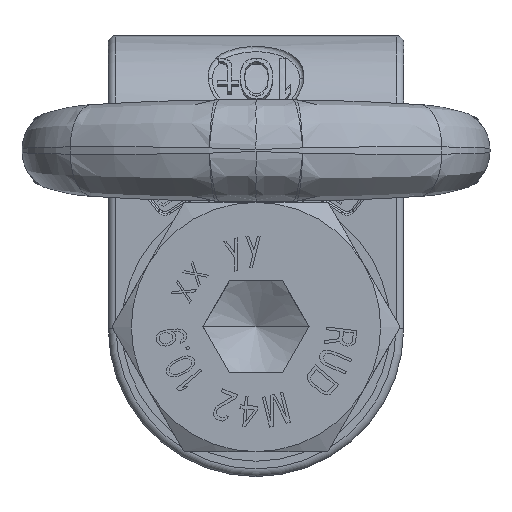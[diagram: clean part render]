
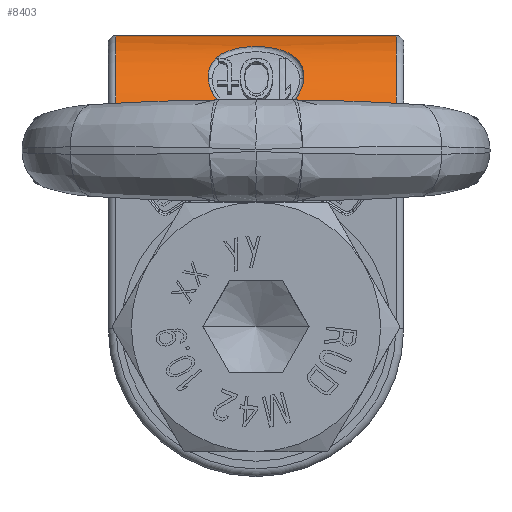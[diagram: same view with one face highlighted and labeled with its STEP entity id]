
A CAD part, front view. The second image highlights one B-rep face of the part: STEP entity #8403.
In plain terms, the highlighted cylindrical face has radius 30 mm (diameter 60 mm), a partial arc.
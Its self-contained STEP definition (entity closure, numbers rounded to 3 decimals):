
#34=CARTESIAN_POINT('',(-36.5,0.,0.));
#35=DIRECTION('',(-1.,0.,0.));
#36=DIRECTION('',(0.,-1.,0.));
#37=AXIS2_PLACEMENT_3D('',#34,#35,#36);
#87=DIRECTION('',(1.,0.,0.));
#88=VECTOR('',#87,73.);
#89=CARTESIAN_POINT('',(-36.5,-30.,0.));
#90=LINE('',#89,#88);
#212=CARTESIAN_POINT('',(36.5,0.,0.));
#213=DIRECTION('',(1.,0.,0.));
#214=DIRECTION('',(0.,1.,0.));
#215=AXIS2_PLACEMENT_3D('',#212,#213,#214);
#222=DIRECTION('',(1.,0.,0.));
#223=VECTOR('',#222,73.);
#224=CARTESIAN_POINT('',(-36.5,30.,0.));
#225=LINE('',#224,#223);
#569=CARTESIAN_POINT('',(-10.221,-17.686,24.233));
#570=CARTESIAN_POINT('',(-9.769,-17.15,24.623));
#571=CARTESIAN_POINT('',(-8.765,-16.139,25.308));
#572=CARTESIAN_POINT('',(-6.926,-14.793,26.111));
#573=CARTESIAN_POINT('',(-4.894,-13.765,26.661));
#574=CARTESIAN_POINT('',(-2.768,-13.1,26.99));
#575=CARTESIAN_POINT('',(-0.611,-12.81,
27.128));
#576=CARTESIAN_POINT('',(1.549,-12.89,27.09));
#577=CARTESIAN_POINT('',(3.696,-13.342,26.873));
#578=CARTESIAN_POINT('',(5.791,-14.167,26.452));
#579=CARTESIAN_POINT('',(7.751,-15.341,25.796));
#580=CARTESIAN_POINT('',(9.464,-16.783,24.889));
#581=CARTESIAN_POINT('',(10.828,-18.369,23.748));
#582=CARTESIAN_POINT('',(11.799,-19.98,22.413));
#583=CARTESIAN_POINT('',(12.374,-21.541,20.918));
#584=CARTESIAN_POINT('',(12.5,-22.512,19.842));
#585=CARTESIAN_POINT('',(12.5,-22.981,19.284));
#587=CARTESIAN_POINT('',(-12.5,-22.981,19.284));
#588=CARTESIAN_POINT('',(-12.5,-22.58,19.762));
#589=CARTESIAN_POINT('',(-12.407,-21.75,20.69));
#590=CARTESIAN_POINT('',(-11.985,-20.428,21.996));
#591=CARTESIAN_POINT('',(-11.271,-19.054,23.195));
#592=CARTESIAN_POINT('',(-10.606,-18.14,23.901));
#593=CARTESIAN_POINT('',(-10.221,-17.686,24.233));
#595=CARTESIAN_POINT('',(12.5,-22.981,19.284));
#596=CARTESIAN_POINT('',(12.5,-23.463,18.71));
#597=CARTESIAN_POINT('',(12.367,-24.375,17.536));
#598=CARTESIAN_POINT('',(11.762,-25.601,15.69));
#599=CARTESIAN_POINT('',(10.74,-26.652,13.825));
#600=CARTESIAN_POINT('',(9.304,-27.503,12.03));
#601=CARTESIAN_POINT('',(7.51,-28.138,10.441));
#602=CARTESIAN_POINT('',(5.471,-28.564,9.191));
#603=CARTESIAN_POINT('',(3.31,-28.816,8.352));
#604=CARTESIAN_POINT('',(1.106,-28.931,7.937));
#605=CARTESIAN_POINT('',(-1.106,-28.931,7.937));
#606=CARTESIAN_POINT('',(-3.31,-28.816,8.352));
#607=CARTESIAN_POINT('',(-5.471,-28.564,9.191));
#608=CARTESIAN_POINT('',(-7.51,-28.138,10.441));
#609=CARTESIAN_POINT('',(-9.304,-27.503,12.03));
#610=CARTESIAN_POINT('',(-10.74,-26.652,13.825));
#611=CARTESIAN_POINT('',(-11.762,-25.601,15.69));
#612=CARTESIAN_POINT('',(-12.367,-24.375,17.536));
#613=CARTESIAN_POINT('',(-12.5,-23.463,18.71));
#614=CARTESIAN_POINT('',(-12.5,-22.981,19.284));
#6325=CARTESIAN_POINT('',(36.5,30.,0.));
#6327=VERTEX_POINT('',#6325);
#6330=CARTESIAN_POINT('',(36.5,-30.,0.));
#6331=VERTEX_POINT('',#6330);
#6342=CARTESIAN_POINT('',(-36.5,-30.,0.));
#6343=VERTEX_POINT('',#6342);
#6346=CARTESIAN_POINT('',(-36.5,30.,0.));
#6347=VERTEX_POINT('',#6346);
#8152=VERTEX_POINT('',#569);
#8153=VERTEX_POINT('',#585);
#8157=VERTEX_POINT('',#587);
#8383=CARTESIAN_POINT('',(-38.5,0.,0.));
#8384=DIRECTION('',(1.,0.,0.));
#8385=DIRECTION('',(0.,0.,-1.));
#8386=AXIS2_PLACEMENT_3D('',#8383,#8384,#8385);
#8387=CYLINDRICAL_SURFACE('',#8386,30.);
#8388=ORIENTED_EDGE('',*,*,#8377,.T.);
#8389=ORIENTED_EDGE('',*,*,#8275,.F.);
#8390=ORIENTED_EDGE('',*,*,#8203,.T.);
#8392=ORIENTED_EDGE('',*,*,#8391,.T.);
#8393=EDGE_LOOP('',(#8388,#8389,#8390,#8392));
#8394=FACE_OUTER_BOUND('',#8393,.F.);
#8396=ORIENTED_EDGE('',*,*,#8395,.F.);
#8398=ORIENTED_EDGE('',*,*,#8397,.F.);
#8400=ORIENTED_EDGE('',*,*,#8399,.F.);
#8401=EDGE_LOOP('',(#8396,#8398,#8400));
#8402=FACE_BOUND('',#8401,.F.);
#8403=ADVANCED_FACE('',(#8394,#8402),#8387,.T.);
#38=CIRCLE('',#37,30.);
#216=CIRCLE('',#215,30.);
#586=B_SPLINE_CURVE_WITH_KNOTS('',3,(#569,#570,#571,#572,#573,#574,#575,#576,
#577,#578,#579,#580,#581,#582,#583,#584,#585),.UNSPECIFIED.,.F.,.F.,(4,1,1,1,1,
1,1,1,1,1,1,1,1,1,4),(0.,0.071,0.143,
0.214,0.286,0.357,0.429,0.5,
0.571,0.643,0.714,0.786,
0.857,0.929,1.),.UNSPECIFIED.);
#594=B_SPLINE_CURVE_WITH_KNOTS('',3,(#587,#588,#589,#590,#591,#592,#593),
.UNSPECIFIED.,.F.,.F.,(4,1,1,1,4),(0.,0.25,0.5,0.75,1.),
.UNSPECIFIED.);
#615=B_SPLINE_CURVE_WITH_KNOTS('',3,(#595,#596,#597,#598,#599,#600,#601,#602,
#603,#604,#605,#606,#607,#608,#609,#610,#611,#612,#613,#614),.UNSPECIFIED.,.F.,
.F.,(4,1,1,1,1,1,1,1,1,1,1,1,1,1,1,1,1,4),(0.,0.059,
0.118,0.176,0.235,0.294,
0.353,0.412,0.471,0.529,
0.588,0.647,0.706,0.765,
0.824,0.882,0.941,1.),.UNSPECIFIED.);
#8203=EDGE_CURVE('',#6343,#6347,#38,.T.);
#8275=EDGE_CURVE('',#6343,#6331,#90,.T.);
#8377=EDGE_CURVE('',#6327,#6331,#216,.T.);
#8391=EDGE_CURVE('',#6347,#6327,#225,.T.);
#8395=EDGE_CURVE('',#8152,#8153,#586,.T.);
#8397=EDGE_CURVE('',#8157,#8152,#594,.T.);
#8399=EDGE_CURVE('',#8153,#8157,#615,.T.);
